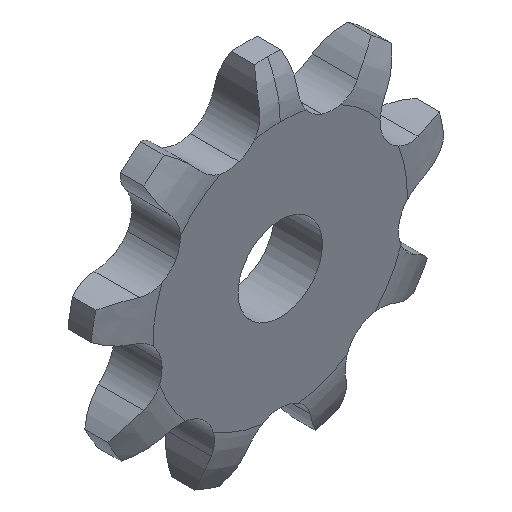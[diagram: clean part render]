
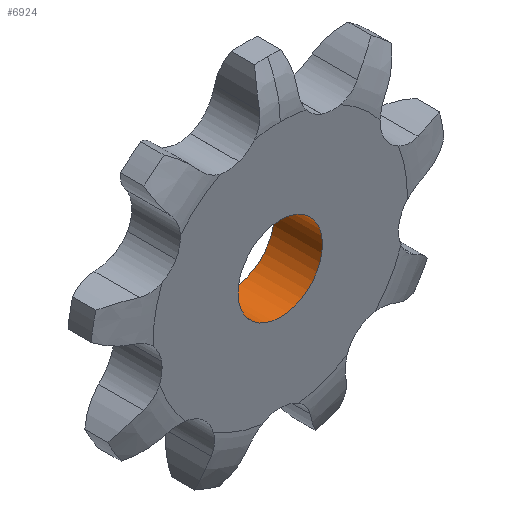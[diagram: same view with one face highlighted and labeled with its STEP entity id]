
A CAD part, isometric view. The second image highlights one B-rep face of the part: STEP entity #6924.
In plain terms, the highlighted cylindrical face has radius 2 mm (diameter 4 mm), a full revolution.
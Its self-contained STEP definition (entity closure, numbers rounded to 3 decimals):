
#44 = PLANE('',#45);
#45 = AXIS2_PLACEMENT_3D('',#46,#47,#48);
#46 = CARTESIAN_POINT('',(0.,0.,
    0.));
#47 = DIRECTION('',(0.,1.,0.));
#48 = DIRECTION('',(0.,0.,-1.));
#100 = PLANE('',#101);
#101 = AXIS2_PLACEMENT_3D('',#102,#103,#104);
#102 = CARTESIAN_POINT('',(0.,-2.3,0.)
  );
#103 = DIRECTION('',(0.,-1.,0.));
#104 = DIRECTION('',(0.,0.,1.));
#1572 = EDGE_CURVE('',#1573,#1573,#1575,.T.);
#1573 = VERTEX_POINT('',#1574);
#1574 = CARTESIAN_POINT('',(2.,0.,0.));
#1575 = SURFACE_CURVE('',#1576,(#1581,#1592),.PCURVE_S1.);
#1576 = CIRCLE('',#1577,2.);
#1577 = AXIS2_PLACEMENT_3D('',#1578,#1579,#1580);
#1578 = CARTESIAN_POINT('',(0.,0.,0.));
#1579 = DIRECTION('',(0.,-1.,0.));
#1580 = DIRECTION('',(1.,0.,0.));
#1581 = PCURVE('',#44,#1582);
#1582 = DEFINITIONAL_REPRESENTATION('',(#1583),#1591);
#1583 = ( BOUNDED_CURVE() B_SPLINE_CURVE(2,(#1584,#1585,#1586,#1587,
#1588,#1589,#1590),.UNSPECIFIED.,.T.,.F.) B_SPLINE_CURVE_WITH_KNOTS((1,2
    ,2,2,2,1),(-2.094,0.,2.094,4.189,
6.283,8.378),.UNSPECIFIED.) CURVE() 
GEOMETRIC_REPRESENTATION_ITEM() RATIONAL_B_SPLINE_CURVE((1.,0.5,1.,0.5,
1.,0.5,1.)) REPRESENTATION_ITEM('') );
#1584 = CARTESIAN_POINT('',(0.,-2.));
#1585 = CARTESIAN_POINT('',(-3.464,-2.));
#1586 = CARTESIAN_POINT('',(-1.732,1.));
#1587 = CARTESIAN_POINT('',(0.,4.));
#1588 = CARTESIAN_POINT('',(1.732,1.));
#1589 = CARTESIAN_POINT('',(3.464,-2.));
#1590 = CARTESIAN_POINT('',(0.,-2.));
#1591 = ( GEOMETRIC_REPRESENTATION_CONTEXT(2) 
PARAMETRIC_REPRESENTATION_CONTEXT() REPRESENTATION_CONTEXT('2D SPACE',''
  ) );
#1592 = PCURVE('',#1593,#1598);
#1593 = CYLINDRICAL_SURFACE('',#1594,2.);
#1594 = AXIS2_PLACEMENT_3D('',#1595,#1596,#1597);
#1595 = CARTESIAN_POINT('',(0.,0.,0.));
#1596 = DIRECTION('',(0.,1.,0.));
#1597 = DIRECTION('',(1.,0.,0.));
#1598 = DEFINITIONAL_REPRESENTATION('',(#1599),#1603);
#1599 = LINE('',#1600,#1601);
#1600 = CARTESIAN_POINT('',(-0.,0.));
#1601 = VECTOR('',#1602,1.);
#1602 = DIRECTION('',(-1.,0.));
#1603 = ( GEOMETRIC_REPRESENTATION_CONTEXT(2) 
PARAMETRIC_REPRESENTATION_CONTEXT() REPRESENTATION_CONTEXT('2D SPACE',''
  ) );
#2789 = EDGE_CURVE('',#2790,#2790,#2792,.T.);
#2790 = VERTEX_POINT('',#2791);
#2791 = CARTESIAN_POINT('',(2.,-2.3,0.));
#2792 = SURFACE_CURVE('',#2793,(#2798,#2809),.PCURVE_S1.);
#2793 = CIRCLE('',#2794,2.);
#2794 = AXIS2_PLACEMENT_3D('',#2795,#2796,#2797);
#2795 = CARTESIAN_POINT('',(0.,-2.3,0.));
#2796 = DIRECTION('',(-0.,1.,0.));
#2797 = DIRECTION('',(1.,0.,0.));
#2798 = PCURVE('',#100,#2799);
#2799 = DEFINITIONAL_REPRESENTATION('',(#2800),#2808);
#2800 = ( BOUNDED_CURVE() B_SPLINE_CURVE(2,(#2801,#2802,#2803,#2804,
#2805,#2806,#2807),.UNSPECIFIED.,.T.,.F.) B_SPLINE_CURVE_WITH_KNOTS((1,2
    ,2,2,2,1),(-2.094,0.,2.094,4.189,
6.283,8.378),.UNSPECIFIED.) CURVE() 
GEOMETRIC_REPRESENTATION_ITEM() RATIONAL_B_SPLINE_CURVE((1.,0.5,1.,0.5,
1.,0.5,1.)) REPRESENTATION_ITEM('') );
#2801 = CARTESIAN_POINT('',(0.,-2.));
#2802 = CARTESIAN_POINT('',(-3.464,-2.));
#2803 = CARTESIAN_POINT('',(-1.732,1.));
#2804 = CARTESIAN_POINT('',(0.,4.));
#2805 = CARTESIAN_POINT('',(1.732,1.));
#2806 = CARTESIAN_POINT('',(3.464,-2.));
#2807 = CARTESIAN_POINT('',(0.,-2.));
#2808 = ( GEOMETRIC_REPRESENTATION_CONTEXT(2) 
PARAMETRIC_REPRESENTATION_CONTEXT() REPRESENTATION_CONTEXT('2D SPACE',''
  ) );
#2809 = PCURVE('',#1593,#2810);
#2810 = DEFINITIONAL_REPRESENTATION('',(#2811),#2815);
#2811 = LINE('',#2812,#2813);
#2812 = CARTESIAN_POINT('',(-6.283,-2.3));
#2813 = VECTOR('',#2814,1.);
#2814 = DIRECTION('',(1.,-0.));
#2815 = ( GEOMETRIC_REPRESENTATION_CONTEXT(2) 
PARAMETRIC_REPRESENTATION_CONTEXT() REPRESENTATION_CONTEXT('2D SPACE',''
  ) );
#6924 = ADVANCED_FACE('',(#6925),#1593,.F.);
#6925 = FACE_BOUND('',#6926,.T.);
#6926 = EDGE_LOOP('',(#6927,#6928,#6949,#6950));
#6927 = ORIENTED_EDGE('',*,*,#1572,.F.);
#6928 = ORIENTED_EDGE('',*,*,#6929,.T.);
#6929 = EDGE_CURVE('',#1573,#2790,#6930,.T.);
#6930 = SEAM_CURVE('',#6931,(#6935,#6942),.PCURVE_S1.);
#6931 = LINE('',#6932,#6933);
#6932 = CARTESIAN_POINT('',(2.,0.,0.));
#6933 = VECTOR('',#6934,1.);
#6934 = DIRECTION('',(0.,-1.,0.));
#6935 = PCURVE('',#1593,#6936);
#6936 = DEFINITIONAL_REPRESENTATION('',(#6937),#6941);
#6937 = LINE('',#6938,#6939);
#6938 = CARTESIAN_POINT('',(-6.283,0.));
#6939 = VECTOR('',#6940,1.);
#6940 = DIRECTION('',(-0.,-1.));
#6941 = ( GEOMETRIC_REPRESENTATION_CONTEXT(2) 
PARAMETRIC_REPRESENTATION_CONTEXT() REPRESENTATION_CONTEXT('2D SPACE',''
  ) );
#6942 = PCURVE('',#1593,#6943);
#6943 = DEFINITIONAL_REPRESENTATION('',(#6944),#6948);
#6944 = LINE('',#6945,#6946);
#6945 = CARTESIAN_POINT('',(-0.,0.));
#6946 = VECTOR('',#6947,1.);
#6947 = DIRECTION('',(-0.,-1.));
#6948 = ( GEOMETRIC_REPRESENTATION_CONTEXT(2) 
PARAMETRIC_REPRESENTATION_CONTEXT() REPRESENTATION_CONTEXT('2D SPACE',''
  ) );
#6949 = ORIENTED_EDGE('',*,*,#2789,.F.);
#6950 = ORIENTED_EDGE('',*,*,#6929,.F.);
